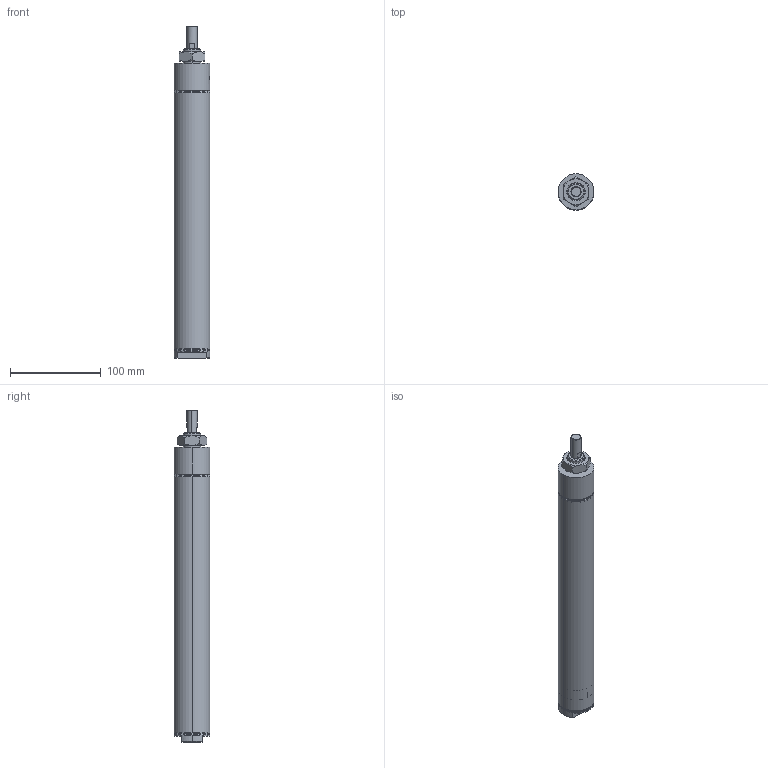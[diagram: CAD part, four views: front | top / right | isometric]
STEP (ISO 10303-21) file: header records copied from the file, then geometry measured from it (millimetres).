
FILE_DESCRIPTION (( 'STEP AP214' ), '1' );
FILE_NAME ('A24100DN.step', '2017-04-04T20:21:41', ( '' ), ( '' ), 'SwSTEP 2.0', 'SolidWorks 2017', '' );
FILE_SCHEMA (( 'AUTOMOTIVE_DESIGN' ));
Length unit declared in the file: inch
Products named in the file (4): A24100DN_Mounting Nut_D-3556; A24100DN-Rod; A24100DN-MainBody; A24100DN
Assembly tree (3 placements, depth 2):
  A24100DN
    A24100DN-MainBody
    A24100DN-Rod
    A24100DN_Mounting Nut_D-3556
Bounding box: 39.62 x 39.62 x 366.78 mm (x, y, z)
Volume: 144040.4 mm3; surface area: 97736.9 mm2
Topology: 3 solids, 3 shells, 104 faces, 231 edges, 142 vertices
Faces by surface type: cone 44, plane 32, cylinder 24, torus 4
Entity records: 3249 total; most frequent: CARTESIAN_POINT 737, DIRECTION 535, ORIENTED_EDGE 462, EDGE_CURVE 231, AXIS2_PLACEMENT_3D 228, VERTEX_POINT 142, CIRCLE 118, EDGE_LOOP 115
